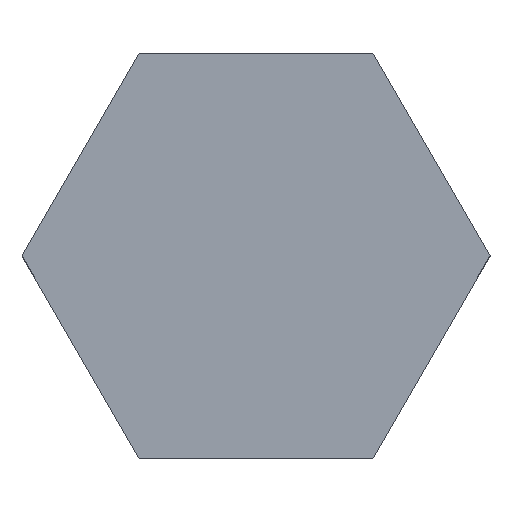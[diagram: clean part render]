
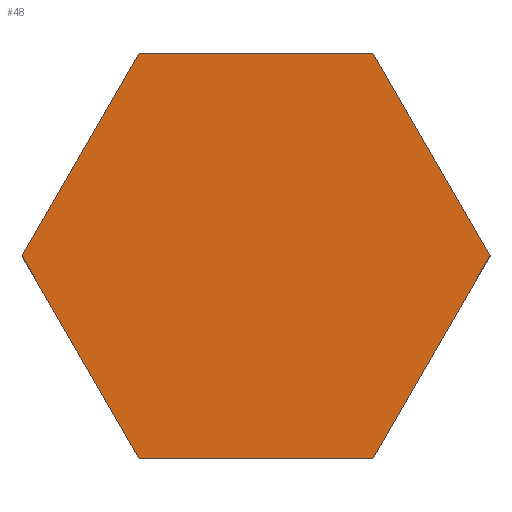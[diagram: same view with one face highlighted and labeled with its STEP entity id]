
A CAD part, top view. The second image highlights one B-rep face of the part: STEP entity #48.
In plain terms, the highlighted planar face has unit normal (0, 0, 1).
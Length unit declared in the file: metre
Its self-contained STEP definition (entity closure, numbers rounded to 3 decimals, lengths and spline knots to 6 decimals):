
#48 = ADVANCED_FACE( '', ( #94 ), #95, .T. );
#94 = FACE_OUTER_BOUND( '', #133, .T. );
#95 = PLANE( '', #134 );
#133 = EDGE_LOOP( '', ( #200, #201, #202, #203, #204, #205 ) );
#134 = AXIS2_PLACEMENT_3D( '', #206, #207, #208 );
#200 = ORIENTED_EDGE( '', *, *, #245, .T. );
#201 = ORIENTED_EDGE( '', *, *, #225, .T. );
#202 = ORIENTED_EDGE( '', *, *, #235, .T. );
#203 = ORIENTED_EDGE( '', *, *, #239, .T. );
#204 = ORIENTED_EDGE( '', *, *, #249, .T. );
#205 = ORIENTED_EDGE( '', *, *, #230, .T. );
#206 = CARTESIAN_POINT( '', ( 0.161569, 0., 0.06063 ) );
#207 = DIRECTION( '', ( 0., 0., 1. ) );
#208 = DIRECTION( '', ( 1., 0., 0. ) );
#225 = EDGE_CURVE( '', #258, #256, #259, .T. );
#230 = EDGE_CURVE( '', #267, #265, #268, .T. );
#235 = EDGE_CURVE( '', #256, #273, #275, .T. );
#239 = EDGE_CURVE( '', #273, #279, #281, .T. );
#245 = EDGE_CURVE( '', #265, #258, #289, .T. );
#249 = EDGE_CURVE( '', #279, #267, #293, .T. );
#256 = VERTEX_POINT( '', #301 );
#258 = VERTEX_POINT( '', #304 );
#259 = LINE( '', #305, #306 );
#265 = VERTEX_POINT( '', #314 );
#267 = VERTEX_POINT( '', #317 );
#268 = LINE( '', #318, #319 );
#273 = VERTEX_POINT( '', #326 );
#275 = LINE( '', #329, #330 );
#279 = VERTEX_POINT( '', #335 );
#281 = LINE( '', #338, #339 );
#289 = LINE( '', #348, #349 );
#293 = LINE( '', #354, #355 );
#301 = CARTESIAN_POINT( '', ( 0.157124, 0.007699, 0.06063 ) );
#304 = CARTESIAN_POINT( '', ( 0.166014, 0.007699, 0.06063 ) );
#305 = CARTESIAN_POINT( '', ( 0.161569, 0.007699, 0.06063 ) );
#306 = VECTOR( '', #360, 1. );
#314 = CARTESIAN_POINT( '', ( 0.170459, 0., 0.06063 ) );
#317 = CARTESIAN_POINT( '', ( 0.166014, -0.007699, 0.06063 ) );
#318 = CARTESIAN_POINT( '', ( 0.168237, -0.003849, 0.06063 ) );
#319 = VECTOR( '', #364, 1. );
#326 = CARTESIAN_POINT( '', ( 0.152679, 0., 0.06063 ) );
#329 = CARTESIAN_POINT( '', ( 0.154902, 0.003849, 0.06063 ) );
#330 = VECTOR( '', #368, 1. );
#335 = CARTESIAN_POINT( '', ( 0.157124, -0.007699, 0.06063 ) );
#338 = CARTESIAN_POINT( '', ( 0.154902, -0.003849, 0.06063 ) );
#339 = VECTOR( '', #371, 1. );
#348 = CARTESIAN_POINT( '', ( 0.168237, 0.003849, 0.06063 ) );
#349 = VECTOR( '', #379, 1. );
#354 = CARTESIAN_POINT( '', ( 0.161569, -0.007699, 0.06063 ) );
#355 = VECTOR( '', #381, 1. );
#360 = DIRECTION( '', ( -1., 0., 0. ) );
#364 = DIRECTION( '', ( 0.5, 0.866, 0. ) );
#368 = DIRECTION( '', ( -0.5, -0.866, 0. ) );
#371 = DIRECTION( '', ( 0.5, -0.866, 0. ) );
#379 = DIRECTION( '', ( -0.5, 0.866, 0. ) );
#381 = DIRECTION( '', ( 1., 0., 0. ) );
